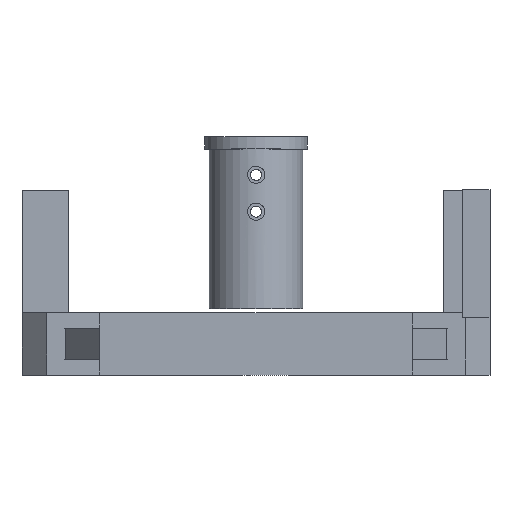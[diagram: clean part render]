
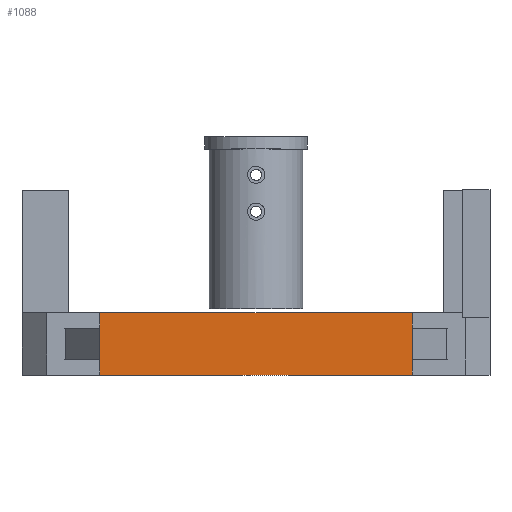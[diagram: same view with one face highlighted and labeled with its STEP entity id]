
A CAD part, top view. The second image highlights one B-rep face of the part: STEP entity #1088.
In plain terms, the highlighted planar face has unit normal (0, 0, 1).
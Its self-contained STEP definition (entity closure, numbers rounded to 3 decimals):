
#74=FACE_OUTER_BOUND('',#132,.T.);
#132=EDGE_LOOP('',(#887,#888,#889,#890));
#192=LINE('',#1534,#333);
#235=LINE('',#1620,#376);
#247=LINE('',#1642,#388);
#258=LINE('',#1664,#399);
#333=VECTOR('',#1238,10.);
#376=VECTOR('',#1311,10.);
#388=VECTOR('',#1329,10.);
#399=VECTOR('',#1356,10.);
#469=VERTEX_POINT('',#1531);
#470=VERTEX_POINT('',#1533);
#498=VERTEX_POINT('',#1619);
#505=VERTEX_POINT('',#1641);
#575=EDGE_CURVE('',#470,#469,#192,.T.);
#618=EDGE_CURVE('',#470,#498,#235,.T.);
#630=EDGE_CURVE('',#505,#498,#247,.T.);
#641=EDGE_CURVE('',#469,#505,#258,.T.);
#887=ORIENTED_EDGE('',*,*,#575,.T.);
#888=ORIENTED_EDGE('',*,*,#641,.T.);
#889=ORIENTED_EDGE('',*,*,#630,.T.);
#890=ORIENTED_EDGE('',*,*,#618,.F.);
#1037=PLANE('',#1160);
#1088=ADVANCED_FACE('',(#74),#1037,.T.);
#1160=AXIS2_PLACEMENT_3D('',#1665,#1357,#1358);
#1238=DIRECTION('',(-1.,0.,0.));
#1311=DIRECTION('',(0.,-1.,0.));
#1329=DIRECTION('',(1.,0.,0.));
#1356=DIRECTION('',(0.,-1.,0.));
#1357=DIRECTION('center_axis',(0.,0.,1.));
#1358=DIRECTION('ref_axis',(1.,0.,0.));
#1531=CARTESIAN_POINT('',(-102.87,25.4,6.35));
#1533=CARTESIAN_POINT('',(24.13,25.4,6.35));
#1534=CARTESIAN_POINT('',(36.83,25.4,6.35));
#1619=CARTESIAN_POINT('',(24.13,0.,6.35));
#1620=CARTESIAN_POINT('',(24.13,19.05,6.35));
#1641=CARTESIAN_POINT('',(-102.87,0.,6.35));
#1642=CARTESIAN_POINT('',(-134.62,0.,6.35));
#1664=CARTESIAN_POINT('',(-102.87,25.4,6.35));
#1665=CARTESIAN_POINT('Origin',(-39.37,12.7,6.35));
